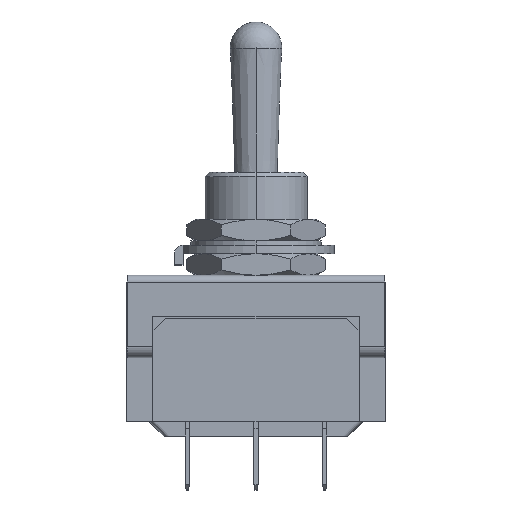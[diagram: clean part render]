
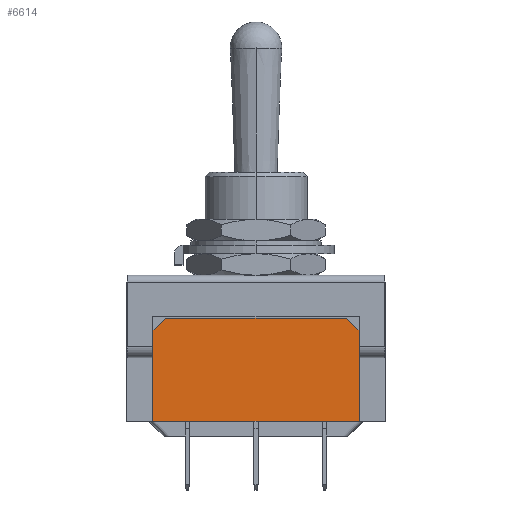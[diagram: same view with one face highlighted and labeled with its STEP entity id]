
A CAD part, top view. The second image highlights one B-rep face of the part: STEP entity #6614.
In plain terms, the highlighted planar face has unit normal (0, 0, 1).
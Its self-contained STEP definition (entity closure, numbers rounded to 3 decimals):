
#42 = VERTEX_POINT ( 'NONE', #2241 ) ;
#312 = DIRECTION ( 'NONE',  ( -1., 0., 0. ) ) ;
#409 = EDGE_CURVE ( 'NONE', #6162, #42, #2174, .T. ) ;
#444 = DIRECTION ( 'NONE',  ( 0., -1., 0. ) ) ;
#687 = ORIENTED_EDGE ( 'NONE', *, *, #8643, .T. ) ;
#1647 = CARTESIAN_POINT ( 'NONE',  ( 12., -16.2, 7.5 ) ) ;
#1729 = ORIENTED_EDGE ( 'NONE', *, *, #8327, .T. ) ;
#1734 = FACE_OUTER_BOUND ( 'NONE', #4217, .T. ) ;
#2166 = CARTESIAN_POINT ( 'NONE',  ( -12., -5.7, 7.5 ) ) ;
#2174 = LINE ( 'NONE', #5562, #2821 ) ;
#2241 = CARTESIAN_POINT ( 'NONE',  ( -10.5, -4.2, 7.5 ) ) ;
#2292 = LINE ( 'NONE', #4771, #6309 ) ;
#2406 = LINE ( 'NONE', #5310, #4371 ) ;
#2476 = ORIENTED_EDGE ( 'NONE', *, *, #409, .T. ) ;
#2536 = CARTESIAN_POINT ( 'NONE',  ( 10.5, -4.2, 7.5 ) ) ;
#2821 = VECTOR ( 'NONE', #4860, 1000. ) ;
#2840 = ORIENTED_EDGE ( 'NONE', *, *, #6651, .T. ) ;
#2985 = DIRECTION ( 'NONE',  ( 1., 0., 0. ) ) ;
#3000 = AXIS2_PLACEMENT_3D ( 'NONE', #6484, #3046, #312 ) ;
#3034 = CARTESIAN_POINT ( 'NONE',  ( -12., -5.7, 7.5 ) ) ;
#3046 = DIRECTION ( 'NONE',  ( 0., 0., -1. ) ) ;
#3215 = EDGE_CURVE ( 'NONE', #3320, #6162, #8268, .T. ) ;
#3320 = VERTEX_POINT ( 'NONE', #6314 ) ;
#3399 = ORIENTED_EDGE ( 'NONE', *, *, #8214, .T. ) ;
#3491 = VERTEX_POINT ( 'NONE', #3034 ) ;
#3696 = LINE ( 'NONE', #5070, #6393 ) ;
#4217 = EDGE_LOOP ( 'NONE', ( #1729, #4932, #2476, #687, #3399, #2840 ) ) ;
#4371 = VECTOR ( 'NONE', #444, 1000. ) ;
#4771 = CARTESIAN_POINT ( 'NONE',  ( 12., -5.7, 7.5 ) ) ;
#4860 = DIRECTION ( 'NONE',  ( -1., 0., 0. ) ) ;
#4932 = ORIENTED_EDGE ( 'NONE', *, *, #3215, .T. ) ;
#5070 = CARTESIAN_POINT ( 'NONE',  ( 15.1, -16.2, 7.5 ) ) ;
#5164 = PLANE ( 'NONE',  #3000 ) ;
#5310 = CARTESIAN_POINT ( 'NONE',  ( -12., -5.7, 7.5 ) ) ;
#5474 = DIRECTION ( 'NONE',  ( -0.707, 0.707, 0. ) ) ;
#5562 = CARTESIAN_POINT ( 'NONE',  ( -10.5, -4.2, 7.5 ) ) ;
#5923 = VERTEX_POINT ( 'NONE', #1647 ) ;
#5925 = CARTESIAN_POINT ( 'NONE',  ( -12., -16.2, 7.5 ) ) ;
#5936 = DIRECTION ( 'NONE',  ( -0.707, -0.707, 0. ) ) ;
#6003 = VERTEX_POINT ( 'NONE', #5925 ) ;
#6162 = VERTEX_POINT ( 'NONE', #2536 ) ;
#6309 = VECTOR ( 'NONE', #7577, 1000. ) ;
#6314 = CARTESIAN_POINT ( 'NONE',  ( 12., -5.7, 7.5 ) ) ;
#6393 = VECTOR ( 'NONE', #2985, 1000. ) ;
#6426 = VECTOR ( 'NONE', #5474, 1000. ) ;
#6484 = CARTESIAN_POINT ( 'NONE',  ( 0., 0., 7.5 ) ) ;
#6614 = ADVANCED_FACE ( 'NONE', ( #1734 ), #5164, .F. ) ;
#6651 = EDGE_CURVE ( 'NONE', #6003, #5923, #3696, .T. ) ;
#7577 = DIRECTION ( 'NONE',  ( 0., 1., 0. ) ) ;
#7659 = CARTESIAN_POINT ( 'NONE',  ( 10.5, -4.2, 7.5 ) ) ;
#7733 = VECTOR ( 'NONE', #5936, 1000. ) ;
#8153 = LINE ( 'NONE', #2166, #7733 ) ;
#8214 = EDGE_CURVE ( 'NONE', #3491, #6003, #2406, .T. ) ;
#8268 = LINE ( 'NONE', #7659, #6426 ) ;
#8327 = EDGE_CURVE ( 'NONE', #5923, #3320, #2292, .T. ) ;
#8643 = EDGE_CURVE ( 'NONE', #42, #3491, #8153, .T. ) ;
